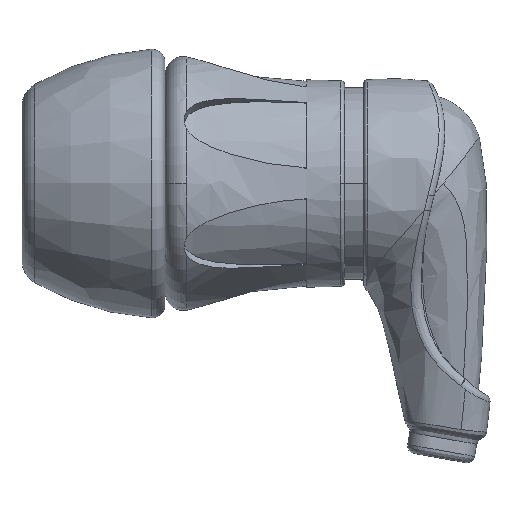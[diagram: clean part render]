
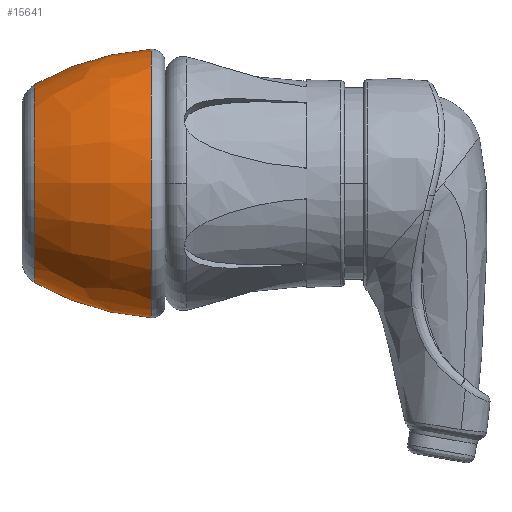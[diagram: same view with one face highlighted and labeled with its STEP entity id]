
A CAD part, top view. The second image highlights one B-rep face of the part: STEP entity #15641.
In plain terms, the highlighted free-form (B-spline) face has degree [3, 3] with [4, 4] control points.
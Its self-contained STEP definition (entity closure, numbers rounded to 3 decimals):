
#155 = CARTESIAN_POINT ( 'NONE',  ( -1.073, -3.865, 0. ) ) ;
#237 = CARTESIAN_POINT ( 'NONE',  ( 3.471, -5.234, 0. ) ) ;
#308 = CARTESIAN_POINT ( 'NONE',  ( 1.854, -5.14, 10.281 ) ) ;
#686 = ORIENTED_EDGE ( 'NONE', *, *, #5728, .T. ) ;
#1306 = CARTESIAN_POINT ( 'NONE',  ( 1.854, -5.14, 0. ) ) ;
#1378 = CARTESIAN_POINT ( 'NONE',  ( 3.471, -5.234, 0. ) ) ;
#1538 = CARTESIAN_POINT ( 'NONE',  ( 1.854, 5.14, 10.281 ) ) ;
#1875 = EDGE_CURVE ( 'NONE', #6103, #2495, #14565, .T. ) ;
#2313 = CARTESIAN_POINT ( 'NONE',  ( -1.073, 3.865, 0. ) ) ;
#2495 = VERTEX_POINT ( 'NONE', #7857 ) ;
#2516 = FACE_OUTER_BOUND ( 'NONE', #7624, .T. ) ;
#2599 = CARTESIAN_POINT ( 'NONE',  ( 3.471, 5.234, 10.469 ) ) ;
#2820 = ORIENTED_EDGE ( 'NONE', *, *, #4991, .T. ) ;
#2846 = CARTESIAN_POINT ( 'NONE',  ( -1.073, -3.865, 0. ) ) ;
#3512 = CARTESIAN_POINT ( 'NONE',  ( 0.239, 4.626, 0. ) ) ;
#3999 = CARTESIAN_POINT ( 'NONE',  ( 0.239, 4.626, 0. ) ) ;
#4231 = CARTESIAN_POINT ( 'NONE',  ( -1.073, -3.865, 7.731 ) ) ;
#4550 = ORIENTED_EDGE ( 'NONE', *, *, #13540, .T. ) ;
#4650 = DIRECTION ( 'NONE',  ( 0., 1., 0. ) ) ;
#4991 = EDGE_CURVE ( 'NONE', #6103, #9336, #7691, .T. ) ;
#5520 = DIRECTION ( 'NONE',  ( -1., 0., 0. ) ) ;
#5543 = CARTESIAN_POINT ( 'NONE',  ( -1.073, 3.865, 0. ) ) ;
#5571 = AXIS2_PLACEMENT_3D ( 'NONE', #7724, #7056, #4650 ) ;
#5728 = EDGE_CURVE ( 'NONE', #10902, #2495, #10054, .T. ) ;
#6103 = VERTEX_POINT ( 'NONE', #13503 ) ;
#6217 = CARTESIAN_POINT ( 'NONE',  ( 1.854, 5.14, 0. ) ) ;
#6303 = CARTESIAN_POINT ( 'NONE',  ( 0.239, -4.626, 0. ) ) ;
#6765 = CARTESIAN_POINT ( 'NONE',  ( 3.471, 0., 0. ) ) ;
#7056 = DIRECTION ( 'NONE',  ( 1., 0., 0. ) ) ;
#7136 = ORIENTED_EDGE ( 'NONE', *, *, #1875, .F. ) ;
#7624 = EDGE_LOOP ( 'NONE', ( #7136, #2820, #4550, #686 ) ) ;
#7691 = CIRCLE ( 'NONE', #9801, 5.234 ) ;
#7724 = CARTESIAN_POINT ( 'NONE',  ( -1.073, 0., 0. ) ) ;
#7857 = CARTESIAN_POINT ( 'NONE',  ( -1.073, -3.865, 0. ) ) ;
#8035 = CARTESIAN_POINT ( 'NONE',  ( 1.854, -5.14, 0. ) ) ;
#8182 = DIRECTION ( 'NONE',  ( 0., 1., 0. ) ) ;
#9336 = VERTEX_POINT ( 'NONE', #11906 ) ;
#9801 = AXIS2_PLACEMENT_3D ( 'NONE', #6765, #5520, #8182 ) ;
#10054 = CIRCLE ( 'NONE', #5571, 3.865 ) ;
#10261 = CARTESIAN_POINT ( 'NONE',  ( 0.239, -4.626, 0. ) ) ;
#10504 = CARTESIAN_POINT ( 'NONE',  ( -1.073, 3.865, 7.731 ) ) ;
#10586 = CARTESIAN_POINT ( 'NONE',  ( 0.239, -4.626, 9.251 ) ) ;
#10714 = B_SPLINE_CURVE_WITH_KNOTS ( 'NONE', 3,
 ( #12243, #6217, #3512, #12567 ),
 .UNSPECIFIED., .F., .F.,
 ( 4, 4 ),
 ( 0.045, 0.458 ),
 .UNSPECIFIED. ) ;
#10902 = VERTEX_POINT ( 'NONE', #2313 ) ;
#11906 = CARTESIAN_POINT ( 'NONE',  ( 3.471, 5.234, 0. ) ) ;
#12243 = CARTESIAN_POINT ( 'NONE',  ( 3.471, 5.234, 0. ) ) ;
#12356 =( BOUNDED_SURFACE ( )  B_SPLINE_SURFACE ( 3, 3, ( 
 ( #13863, #2599, #12643, #1378 ),
 ( #12964, #1538, #308, #8035 ),
 ( #3999, #14185, #10586, #10261 ),
 ( #5543, #10504, #4231, #2846 ) ),
 .UNSPECIFIED., .F., .F., .F. ) 
 B_SPLINE_SURFACE_WITH_KNOTS ( ( 4, 4 ),
 ( 4, 4 ),
 ( 0.045, 0.458 ),
 ( 0., 1. ),
 .UNSPECIFIED. ) 
 GEOMETRIC_REPRESENTATION_ITEM ( )  RATIONAL_B_SPLINE_SURFACE ( (
 ( 1., 0.333, 0.333, 1.),
 ( 1., 0.333, 0.333, 1.),
 ( 1., 0.333, 0.333, 1.),
 ( 1., 0.333, 0.333, 1.) ) ) 
 REPRESENTATION_ITEM ( '' )  SURFACE ( )  );
#12567 = CARTESIAN_POINT ( 'NONE',  ( -1.073, 3.865, 0. ) ) ;
#12643 = CARTESIAN_POINT ( 'NONE',  ( 3.471, -5.234, 10.469 ) ) ;
#12964 = CARTESIAN_POINT ( 'NONE',  ( 1.854, 5.14, 0. ) ) ;
#13503 = CARTESIAN_POINT ( 'NONE',  ( 3.471, -5.234, 0. ) ) ;
#13540 = EDGE_CURVE ( 'NONE', #9336, #10902, #10714, .T. ) ;
#13863 = CARTESIAN_POINT ( 'NONE',  ( 3.471, 5.234, 0. ) ) ;
#14185 = CARTESIAN_POINT ( 'NONE',  ( 0.239, 4.626, 9.251 ) ) ;
#14565 = B_SPLINE_CURVE_WITH_KNOTS ( 'NONE', 3,
 ( #237, #1306, #6303, #155 ),
 .UNSPECIFIED., .F., .F.,
 ( 4, 4 ),
 ( 0.045, 0.458 ),
 .UNSPECIFIED. ) ;
#15641 = ADVANCED_FACE ( 'NONE', ( #2516 ), #12356, .T. ) ;
